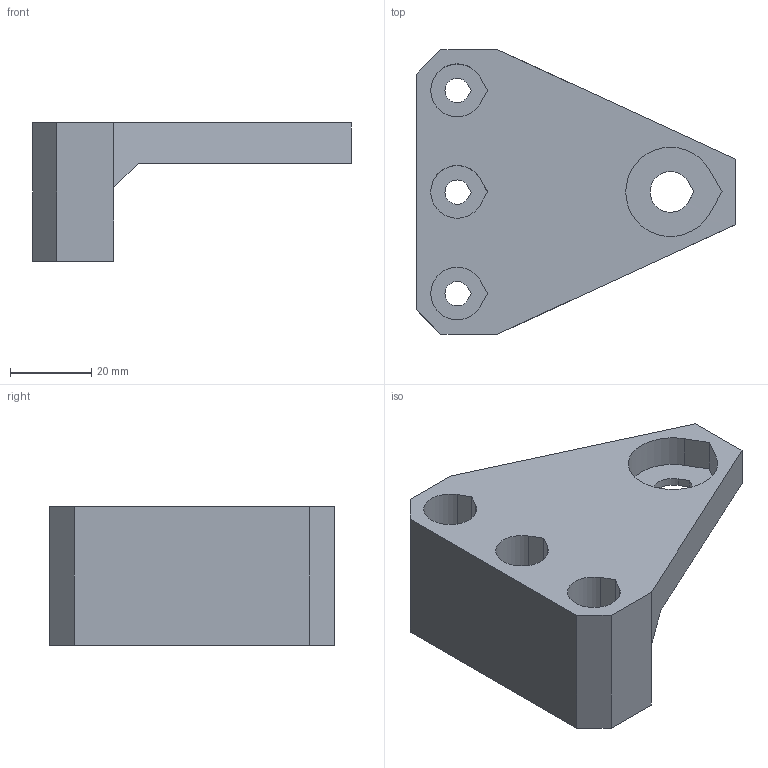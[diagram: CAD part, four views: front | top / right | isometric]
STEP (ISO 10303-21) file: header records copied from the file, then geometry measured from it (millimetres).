
FILE_DESCRIPTION(/* description */ ('STEP AP242','CAx-IF Rec.Pracs.---Representation and Presentation of Product Manufacturing Information (PMI)---4.0---2014-10-13','CAx-IF Rec.Pracs.---3D Tessellated Geometry---0.4---2014-09-14','2;1'),/* implementation_level */ '2;1');
FILE_NAME(/* name */ '681bee1e9417a05d63d3814e',/* time_stamp */ '2025-05-07T23:34:54Z',/* author */ (''),/* organization */ (''),/* preprocessor_version */ 'ST-DEVELOPER v20',/* originating_system */ 'ONSHAPE BY PTC INC, 1.197',/* authorisation */ ' ');
FILE_SCHEMA (('AP242_MANAGED_MODEL_BASED_3D_ENGINEERING_MIM_LF { 1 0 10303 442 1 1 4 }'));
Length unit declared in the file: metre
Products named in the file (1): Leadscrew Support
Bounding box: 78.5 x 70 x 34 mm (x, y, z)
Volume: 56720.2 mm3; surface area: 18511.4 mm2
Topology: 1 solids, 1 shells, 41 faces, 103 edges, 68 vertices
Faces by surface type: plane 33, cylinder 8
Entity records: 1255 total; most frequent: CARTESIAN_POINT 213, ORIENTED_EDGE 206, DIRECTION 203, EDGE_CURVE 103, LINE 87, VECTOR 87, VERTEX_POINT 68, AXIS2_PLACEMENT_3D 58
